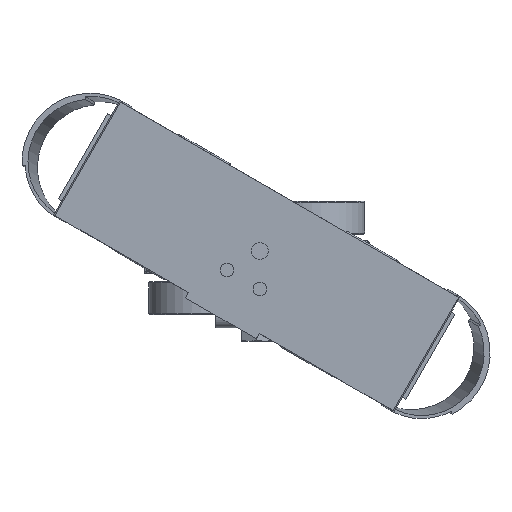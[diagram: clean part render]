
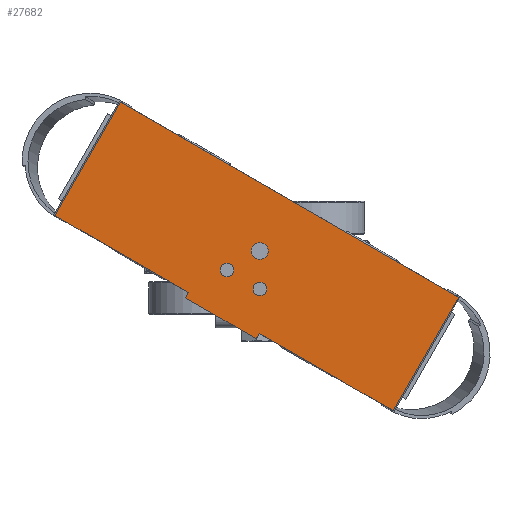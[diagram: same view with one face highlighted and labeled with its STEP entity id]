
A CAD part, front view. The second image highlights one B-rep face of the part: STEP entity #27682.
In plain terms, the highlighted planar face has unit normal (0, -1, 0).
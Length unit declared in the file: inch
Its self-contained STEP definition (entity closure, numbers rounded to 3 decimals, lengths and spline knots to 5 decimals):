
#26949=CARTESIAN_POINT('',(-0.37141,-0.5,-0.8125));
#26950=VERTEX_POINT('',#26949);
#26951=CARTESIAN_POINT('',(-0.5781,-0.5,-0.8125));
#26952=DIRECTION('',(0.0,1.0,0.0));
#26953=DIRECTION('',(1.0,0.0,0.0));
#26954=AXIS2_PLACEMENT_3D('',#26951,#26952,#26953);
#26955=CIRCLE('',#26954,0.20669);
#26956=EDGE_CURVE('',#26950,#26950,#26955,.T.);
#26977=CARTESIAN_POINT('',(0.78479,-0.5,-0.8125));
#26978=VERTEX_POINT('',#26977);
#26979=CARTESIAN_POINT('',(0.5781,-0.5,-0.8125));
#26980=DIRECTION('',(0.0,1.0,0.0));
#26981=DIRECTION('',(1.0,0.0,0.0));
#26982=AXIS2_PLACEMENT_3D('',#26979,#26980,#26981);
#26983=CIRCLE('',#26982,0.20669);
#26984=EDGE_CURVE('',#26978,#26978,#26983,.T.);
#27514=CARTESIAN_POINT('',(0.25591,-0.5,0.1875));
#27515=VERTEX_POINT('',#27514);
#27516=CARTESIAN_POINT('',(0.0,-0.5,0.1875));
#27517=DIRECTION('',(0.0,1.0,0.0));
#27518=DIRECTION('',(1.0,0.0,0.0));
#27519=AXIS2_PLACEMENT_3D('',#27516,#27517,#27518);
#27520=CIRCLE('',#27519,0.25591);
#27521=EDGE_CURVE('',#27515,#27515,#27520,.T.);
#27602=CARTESIAN_POINT('',(6.0,-0.5,0.0));
#27603=DIRECTION('',(0.0,-1.0,0.0));
#27604=DIRECTION('',(0.0,0.0,-1.0));
#27605=AXIS2_PLACEMENT_3D('',#27602,#27603,#27604);
#27606=PLANE('',#27605);
#27607=CARTESIAN_POINT('',(5.96875,-0.5,2.0));
#27608=VERTEX_POINT('',#27607);
#27609=CARTESIAN_POINT('',(5.96875,-0.5,-2.0));
#27610=VERTEX_POINT('',#27609);
#27611=CARTESIAN_POINT('',(5.96875,-0.5,2.0));
#27612=DIRECTION('',(0.0,0.0,-1.0));
#27613=VECTOR('',#27612,4.0);
#27614=LINE('',#27611,#27613);
#27615=EDGE_CURVE('',#27608,#27610,#27614,.T.);
#27616=ORIENTED_EDGE('',*,*,#27615,.F.);
#27617=CARTESIAN_POINT('',(-5.96875,-0.5,2.0));
#27618=VERTEX_POINT('',#27617);
#27619=CARTESIAN_POINT('',(5.96875,-0.5,2.0));
#27620=DIRECTION('',(-1.0,0.0,0.0));
#27621=VECTOR('',#27620,11.9375);
#27622=LINE('',#27619,#27621);
#27623=EDGE_CURVE('',#27608,#27618,#27622,.T.);
#27624=ORIENTED_EDGE('',*,*,#27623,.T.);
#27625=CARTESIAN_POINT('',(-5.96875,-0.5,-2.0));
#27626=VERTEX_POINT('',#27625);
#27627=CARTESIAN_POINT('',(-5.96875,-0.5,-2.0));
#27628=DIRECTION('',(0.0,0.0,1.0));
#27629=VECTOR('',#27628,4.0);
#27630=LINE('',#27627,#27629);
#27631=EDGE_CURVE('',#27626,#27618,#27630,.T.);
#27632=ORIENTED_EDGE('',*,*,#27631,.F.);
#27633=CARTESIAN_POINT('',(-1.25,-0.5,-2.));
#27634=VERTEX_POINT('',#27633);
#27635=CARTESIAN_POINT('',(-5.96875,-0.5,-2.0));
#27636=DIRECTION('',(1.0,0.0,0.0));
#27637=VECTOR('',#27636,4.71875);
#27638=LINE('',#27635,#27637);
#27639=EDGE_CURVE('',#27626,#27634,#27638,.T.);
#27640=ORIENTED_EDGE('',*,*,#27639,.T.);
#27641=CARTESIAN_POINT('',(-1.25,-0.5,-2.1875));
#27642=VERTEX_POINT('',#27641);
#27643=CARTESIAN_POINT('',(-1.25,-0.5,-2.));
#27644=DIRECTION('',(0.0,0.0,-1.0));
#27645=VECTOR('',#27644,0.1875);
#27646=LINE('',#27643,#27645);
#27647=EDGE_CURVE('',#27634,#27642,#27646,.T.);
#27648=ORIENTED_EDGE('',*,*,#27647,.T.);
#27649=CARTESIAN_POINT('',(1.25,-0.5,-2.1875));
#27650=VERTEX_POINT('',#27649);
#27651=CARTESIAN_POINT('',(1.25,-0.5,-2.1875));
#27652=DIRECTION('',(-1.0,0.0,0.0));
#27653=VECTOR('',#27652,2.5);
#27654=LINE('',#27651,#27653);
#27655=EDGE_CURVE('',#27650,#27642,#27654,.T.);
#27656=ORIENTED_EDGE('',*,*,#27655,.F.);
#27657=CARTESIAN_POINT('',(1.25,-0.5,-2.));
#27658=VERTEX_POINT('',#27657);
#27659=CARTESIAN_POINT('',(1.25,-0.5,-2.1875));
#27660=DIRECTION('',(0.0,0.0,1.0));
#27661=VECTOR('',#27660,0.1875);
#27662=LINE('',#27659,#27661);
#27663=EDGE_CURVE('',#27650,#27658,#27662,.T.);
#27664=ORIENTED_EDGE('',*,*,#27663,.T.);
#27665=CARTESIAN_POINT('',(1.25,-0.5,-2.0));
#27666=DIRECTION('',(1.0,0.0,0.0));
#27667=VECTOR('',#27666,4.71875);
#27668=LINE('',#27665,#27667);
#27669=EDGE_CURVE('',#27658,#27610,#27668,.T.);
#27670=ORIENTED_EDGE('',*,*,#27669,.T.);
#27671=EDGE_LOOP('',(#27616,#27624,#27632,#27640,#27648,#27656,#27664,#27670));
#27672=FACE_OUTER_BOUND('',#27671,.T.);
#27673=ORIENTED_EDGE('',*,*,#26956,.T.);
#27674=EDGE_LOOP('',(#27673));
#27675=FACE_BOUND('',#27674,.T.);
#27676=ORIENTED_EDGE('',*,*,#26984,.T.);
#27677=EDGE_LOOP('',(#27676));
#27678=FACE_BOUND('',#27677,.T.);
#27679=ORIENTED_EDGE('',*,*,#27521,.T.);
#27680=EDGE_LOOP('',(#27679));
#27681=FACE_BOUND('',#27680,.T.);
#27682=ADVANCED_FACE('',(#27672,#27675,#27678,#27681),#27606,.T.);
